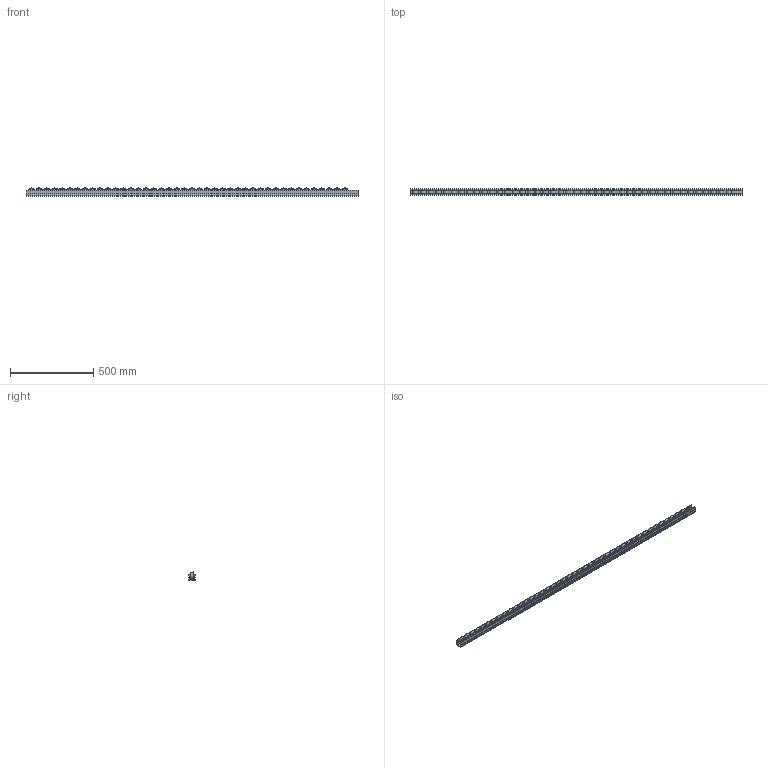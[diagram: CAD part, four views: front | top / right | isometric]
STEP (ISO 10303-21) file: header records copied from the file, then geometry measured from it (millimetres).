
FILE_DESCRIPTION((''),'2;1');
FILE_NAME('86217.stp','2015-02-11T14:57:22',('Envy'),(''),'Autodesk Inventor 2013','Autodesk Inventor 2013','');
FILE_SCHEMA(('AUTOMOTIVE_DESIGN { 1 0 10303 214 1 1 1 1 }'));
Length unit declared in the file: millimetre
Products named in the file (1): 86217
Bounding box: 2000 x 38 x 49.06 mm (x, y, z)
Volume: 1566709.7 mm3; surface area: 693175.8 mm2
Topology: 1 solids, 1 shells, 944 faces, 3152 edges, 1622 vertices
Faces by surface type: plane 764, cylinder 138, torus 42
Full cylindrical faces by diameter (mm): 33 x84, 44 x21, 45 x21
Entity records: 33191 total; most frequent: DIRECTION 6202, ORIENTED_EDGE 5716, CARTESIAN_POINT 5299, EDGE_CURVE 2858, AXIS2_PLACEMENT_3D 2399, VERTEX_POINT 1496, CIRCLE 1454, VECTOR 1404
